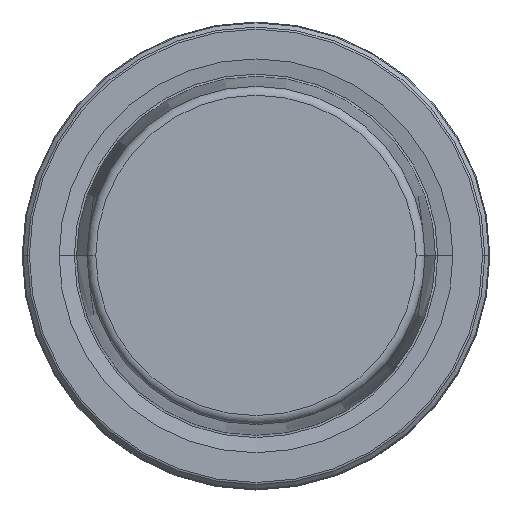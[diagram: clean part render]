
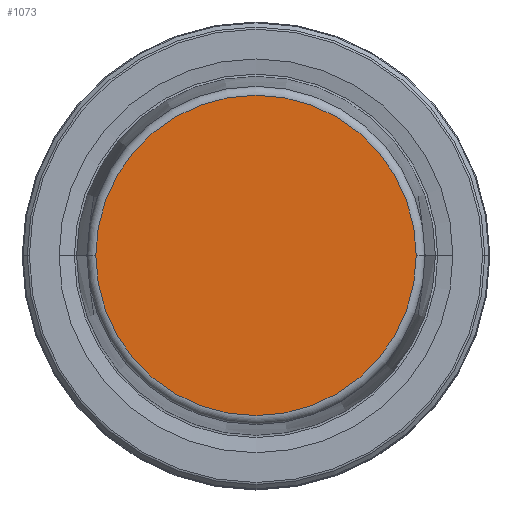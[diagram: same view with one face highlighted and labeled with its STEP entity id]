
A CAD part, top view. The second image highlights one B-rep face of the part: STEP entity #1073.
In plain terms, the highlighted planar face has unit normal (0, 0, 1).
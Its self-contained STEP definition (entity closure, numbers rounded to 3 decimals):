
#45 = CARTESIAN_POINT ( 'NONE',  ( 0., 0., 31.9 ) ) ;
#147 = DIRECTION ( 'NONE',  ( 0., 0., -1. ) ) ;
#148 = VERTEX_POINT ( 'NONE', #607 ) ;
#176 = AXIS2_PLACEMENT_3D ( 'NONE', #45, #147, #215 ) ;
#214 = DIRECTION ( 'NONE',  ( 1., 0., 0. ) ) ;
#215 = DIRECTION ( 'NONE',  ( -1., 0., 0. ) ) ;
#306 = FACE_OUTER_BOUND ( 'NONE', #457, .T. ) ;
#318 = CIRCLE ( 'NONE', #608, 21.581 ) ;
#357 = EDGE_CURVE ( 'NONE', #148, #491, #318, .T. ) ;
#388 = EDGE_CURVE ( 'NONE', #491, #148, #751, .T. ) ;
#392 = DIRECTION ( 'NONE',  ( 0., 0., 1. ) ) ;
#424 = PLANE ( 'NONE',  #176 ) ;
#457 = EDGE_LOOP ( 'NONE', ( #876, #553 ) ) ;
#491 = VERTEX_POINT ( 'NONE', #1152 ) ;
#553 = ORIENTED_EDGE ( 'NONE', *, *, #357, .T. ) ;
#607 = CARTESIAN_POINT ( 'NONE',  ( -21.581, 0., 31.9 ) ) ;
#608 = AXIS2_PLACEMENT_3D ( 'NONE', #1220, #858, #214 ) ;
#751 = CIRCLE ( 'NONE', #923, 21.581 ) ;
#858 = DIRECTION ( 'NONE',  ( 0., 0., 1. ) ) ;
#876 = ORIENTED_EDGE ( 'NONE', *, *, #388, .T. ) ;
#923 = AXIS2_PLACEMENT_3D ( 'NONE', #982, #392, #1177 ) ;
#982 = CARTESIAN_POINT ( 'NONE',  ( 0., 0., 31.9 ) ) ;
#1073 = ADVANCED_FACE ( 'NONE', ( #306 ), #424, .F. ) ;
#1152 = CARTESIAN_POINT ( 'NONE',  ( 21.581, 0., 31.9 ) ) ;
#1177 = DIRECTION ( 'NONE',  ( 1., 0., 0. ) ) ;
#1220 = CARTESIAN_POINT ( 'NONE',  ( 0., 0., 31.9 ) ) ;
